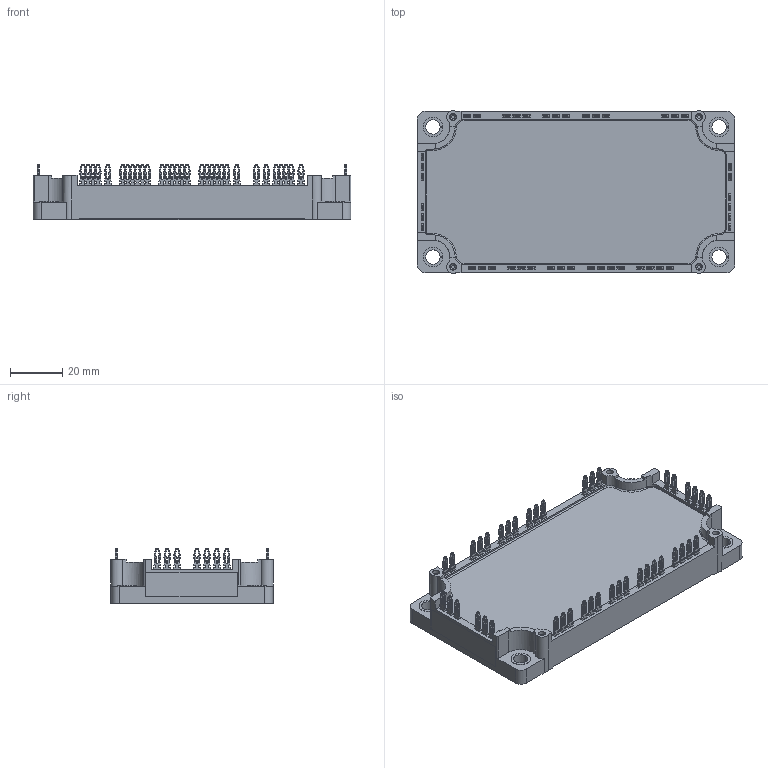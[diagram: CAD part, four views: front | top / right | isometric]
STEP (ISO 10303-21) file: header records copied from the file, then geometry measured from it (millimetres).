
FILE_DESCRIPTION(/* description */ ('Unknown'),/* implementation_level */ '2;1');
FILE_NAME(/* name */ 'VINcoE3-61MT-LF10(350)-01-OL2',/* time_stamp */ '2024-11-25T13:09:04+01:00',/* author */ ('Unknown'),/* organization */ ('Unknown'),/* preprocessor_version */ 'ST-DEVELOPER v18.104',/* originating_system */ 'Solid Edge',/* authorisation */ 'Unknown');
FILE_SCHEMA (('AUTOMOTIVE_DESIGN {1 0 10303 214 3 1 1}'));
Products named in the file (1): VINcoE3-61MT-LF10(350)-01-OL
Bounding box: 122.02 x 62.5 x 21.3 mm (x, y, z)
Volume: 87730.7 mm3; surface area: 24053.9 mm2
Topology: 1 solids, 81 shells, 3340 faces, 8456 edges, 5343 vertices
Faces by surface type: plane 1675, cylinder 948, torus 700, cone 12, bspline 5
Full cylindrical faces by diameter (mm): 2.32 x4, 2.6 x4
Entity records: 124137 total; most frequent: CARTESIAN_POINT 18946, DIRECTION 17641, ORIENTED_EDGE 16866, EDGE_CURVE 8433, AXIS2_PLACEMENT_3D 6438, VERTEX_POINT 5336, LINE 4765, VECTOR 4765
